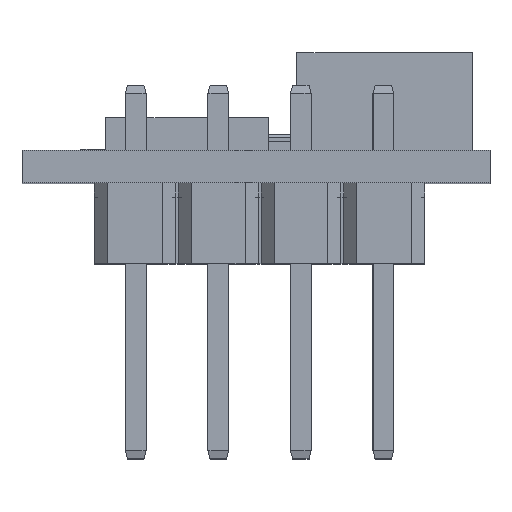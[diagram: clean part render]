
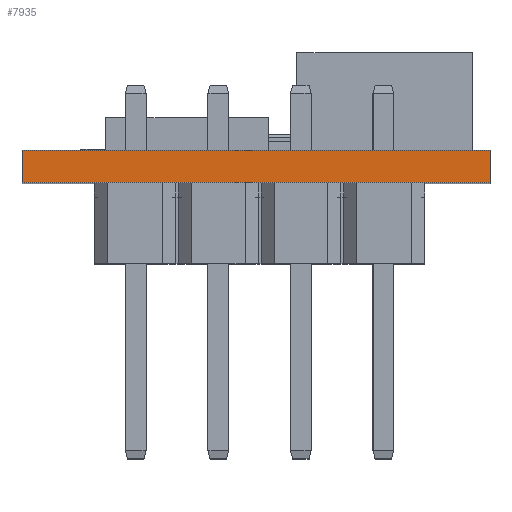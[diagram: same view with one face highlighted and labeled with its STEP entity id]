
A CAD part, top view. The second image highlights one B-rep face of the part: STEP entity #7935.
In plain terms, the highlighted planar face has unit normal (0, 0, 1).
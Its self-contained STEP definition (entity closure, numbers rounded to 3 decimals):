
#189 = ORIENTED_EDGE ( 'NONE', *, *, #3197, .F. ) ;
#701 = CARTESIAN_POINT ( 'NONE',  ( -7.2, 2.5, 12.35 ) ) ;
#1153 = DIRECTION ( 'NONE',  ( 1., 0., 0. ) ) ;
#1507 = VERTEX_POINT ( 'NONE', #10822 ) ;
#1796 = DIRECTION ( 'NONE',  ( 0., 1., 0. ) ) ;
#2064 = VERTEX_POINT ( 'NONE', #5478 ) ;
#2383 = CARTESIAN_POINT ( 'NONE',  ( -7.2, 2.5, 12.35 ) ) ;
#2547 = DIRECTION ( 'NONE',  ( 0., 1., 0. ) ) ;
#3197 = EDGE_CURVE ( 'NONE', #5138, #2064, #11917, .T. ) ;
#3407 = CARTESIAN_POINT ( 'NONE',  ( -7.2, 3.499, 12.35 ) ) ;
#3420 = DIRECTION ( 'NONE',  ( 1., 0., 0. ) ) ;
#3455 = VECTOR ( 'NONE', #1153, 1000. ) ;
#3812 = ORIENTED_EDGE ( 'NONE', *, *, #4850, .F. ) ;
#4407 = PLANE ( 'NONE',  #9880 ) ;
#4850 = EDGE_CURVE ( 'NONE', #1507, #5138, #6886, .T. ) ;
#5138 = VERTEX_POINT ( 'NONE', #3407 ) ;
#5172 = EDGE_CURVE ( 'NONE', #10936, #2064, #5802, .T. ) ;
#5478 = CARTESIAN_POINT ( 'NONE',  ( 7.2, 3.499, 12.35 ) ) ;
#5802 = LINE ( 'NONE', #8361, #10631 ) ;
#5960 = EDGE_CURVE ( 'NONE', #10936, #1507, #12555, .T. ) ;
#6306 = FACE_OUTER_BOUND ( 'NONE', #7803, .T. ) ;
#6862 = CARTESIAN_POINT ( 'NONE',  ( 7.2, 2.501, 12.35 ) ) ;
#6886 = LINE ( 'NONE', #701, #7350 ) ;
#7350 = VECTOR ( 'NONE', #1796, 1000. ) ;
#7372 = ORIENTED_EDGE ( 'NONE', *, *, #5960, .F. ) ;
#7803 = EDGE_LOOP ( 'NONE', ( #3812, #7372, #11276, #189 ) ) ;
#7900 = CARTESIAN_POINT ( 'NONE',  ( 7.2, 2.501, 12.35 ) ) ;
#7935 = ADVANCED_FACE ( 'NONE', ( #6306 ), #4407, .T. ) ;
#8338 = DIRECTION ( 'NONE',  ( 0., 0., 1. ) ) ;
#8361 = CARTESIAN_POINT ( 'NONE',  ( 7.2, 2.5, 12.35 ) ) ;
#9880 = AXIS2_PLACEMENT_3D ( 'NONE', #2383, #8338, #3420 ) ;
#10631 = VECTOR ( 'NONE', #2547, 1000. ) ;
#10822 = CARTESIAN_POINT ( 'NONE',  ( -7.2, 2.501, 12.35 ) ) ;
#10857 = CARTESIAN_POINT ( 'NONE',  ( -7.2, 3.499, 12.35 ) ) ;
#10936 = VERTEX_POINT ( 'NONE', #7900 ) ;
#11276 = ORIENTED_EDGE ( 'NONE', *, *, #5172, .T. ) ;
#11352 = VECTOR ( 'NONE', #11663, 1000. ) ;
#11663 = DIRECTION ( 'NONE',  ( -1., 0., 0. ) ) ;
#11917 = LINE ( 'NONE', #10857, #3455 ) ;
#12555 = LINE ( 'NONE', #6862, #11352 ) ;
